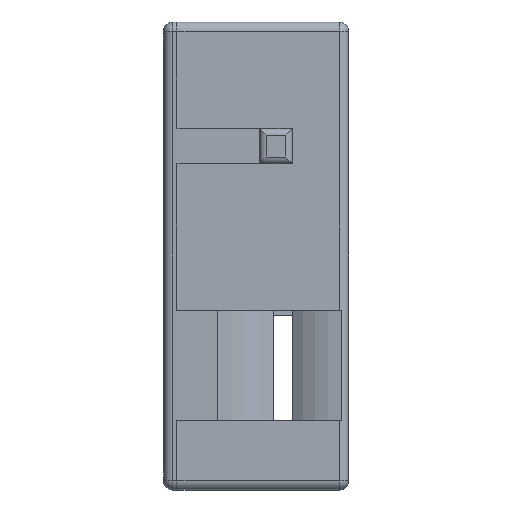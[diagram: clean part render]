
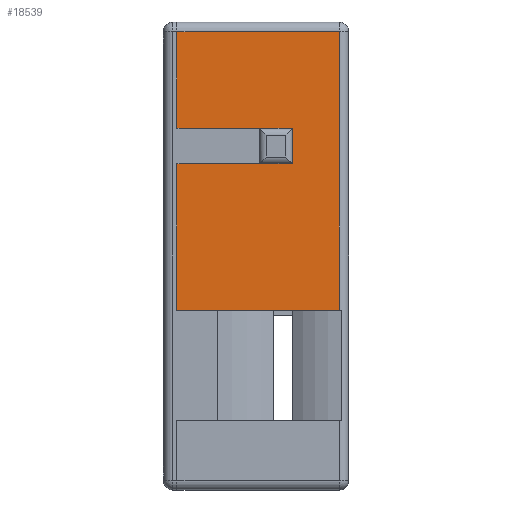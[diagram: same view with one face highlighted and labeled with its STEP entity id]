
A CAD part, left-side view. The second image highlights one B-rep face of the part: STEP entity #18539.
In plain terms, the highlighted planar face has unit normal (-1, 0, 0).
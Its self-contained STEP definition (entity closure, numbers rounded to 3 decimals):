
#684=FACE_OUTER_BOUND('',#1615,.T.);
#1615=EDGE_LOOP('',(#12318,#12319,#12320,#12321,#12322,#12323,#12324,#12325));
#2732=LINE('',#25570,#5186);
#2766=LINE('',#25638,#5220);
#2778=LINE('',#25689,#5232);
#2786=LINE('',#25717,#5240);
#2796=LINE('',#25739,#5250);
#2797=LINE('',#25741,#5251);
#2798=LINE('',#25742,#5252);
#2799=LINE('',#25743,#5253);
#5186=VECTOR('',#20690,10.);
#5220=VECTOR('',#20730,10.);
#5232=VECTOR('',#20780,10.);
#5240=VECTOR('',#20808,10.);
#5250=VECTOR('',#20832,10.);
#5251=VECTOR('',#20833,10.);
#5252=VECTOR('',#20834,10.);
#5253=VECTOR('',#20835,10.);
#7639=VERTEX_POINT('',#25567);
#7640=VERTEX_POINT('',#25569);
#7670=VERTEX_POINT('',#25635);
#7671=VERTEX_POINT('',#25637);
#7691=VERTEX_POINT('',#25685);
#7701=VERTEX_POINT('',#25716);
#7706=VERTEX_POINT('',#25738);
#7707=VERTEX_POINT('',#25740);
#9450=EDGE_CURVE('',#7639,#7640,#2732,.T.);
#9484=EDGE_CURVE('',#7670,#7671,#2766,.T.);
#9509=EDGE_CURVE('',#7671,#7691,#2778,.T.);
#9523=EDGE_CURVE('',#7691,#7701,#2786,.T.);
#9535=EDGE_CURVE('',#7706,#7670,#2796,.T.);
#9536=EDGE_CURVE('',#7707,#7706,#2797,.T.);
#9537=EDGE_CURVE('',#7707,#7640,#2798,.T.);
#9538=EDGE_CURVE('',#7701,#7639,#2799,.T.);
#12318=ORIENTED_EDGE('',*,*,#9523,.F.);
#12319=ORIENTED_EDGE('',*,*,#9509,.F.);
#12320=ORIENTED_EDGE('',*,*,#9484,.F.);
#12321=ORIENTED_EDGE('',*,*,#9535,.F.);
#12322=ORIENTED_EDGE('',*,*,#9536,.F.);
#12323=ORIENTED_EDGE('',*,*,#9537,.T.);
#12324=ORIENTED_EDGE('',*,*,#9450,.F.);
#12325=ORIENTED_EDGE('',*,*,#9538,.F.);
#17733=PLANE('',#19508);
#18539=ADVANCED_FACE('',(#684),#17733,.T.);
#19508=AXIS2_PLACEMENT_3D('',#25737,#20830,#20831);
#20690=DIRECTION('',(0.,0.,1.));
#20730=DIRECTION('',(0.,0.,1.));
#20780=DIRECTION('',(0.,-1.,0.));
#20808=DIRECTION('',(0.,0.,-1.));
#20830=DIRECTION('center_axis',(-1.,0.,0.));
#20831=DIRECTION('ref_axis',(0.,0.,-1.));
#20832=DIRECTION('',(0.,1.,0.));
#20833=DIRECTION('',(0.,0.,1.));
#20834=DIRECTION('',(0.,1.,0.));
#20835=DIRECTION('',(0.,1.,0.));
#25567=CARTESIAN_POINT('',(-3.061,23.,23.116));
#25569=CARTESIAN_POINT('',(-3.061,23.,44.409));
#25570=CARTESIAN_POINT('',(-3.061,23.,0.939));
#25635=CARTESIAN_POINT('',(-3.061,23.,49.572));
#25637=CARTESIAN_POINT('',(-3.061,23.,63.661));
#25638=CARTESIAN_POINT('',(-3.061,23.,0.939));
#25685=CARTESIAN_POINT('',(-3.061,-0.6,63.661));
#25689=CARTESIAN_POINT('',(-3.061,0.,63.661));
#25716=CARTESIAN_POINT('',(-3.061,-0.6,23.116));
#25717=CARTESIAN_POINT('',(-3.061,-0.6,48.03));
#25737=CARTESIAN_POINT('Origin',(-3.061,0.,65.061));
#25738=CARTESIAN_POINT('',(-3.061,6.2,49.572));
#25739=CARTESIAN_POINT('',(-3.061,0.,49.572));
#25740=CARTESIAN_POINT('',(-3.061,6.2,44.409));
#25741=CARTESIAN_POINT('',(-3.061,6.2,48.03));
#25742=CARTESIAN_POINT('',(-3.061,0.,44.409));
#25743=CARTESIAN_POINT('',(-3.061,0.,23.116));
